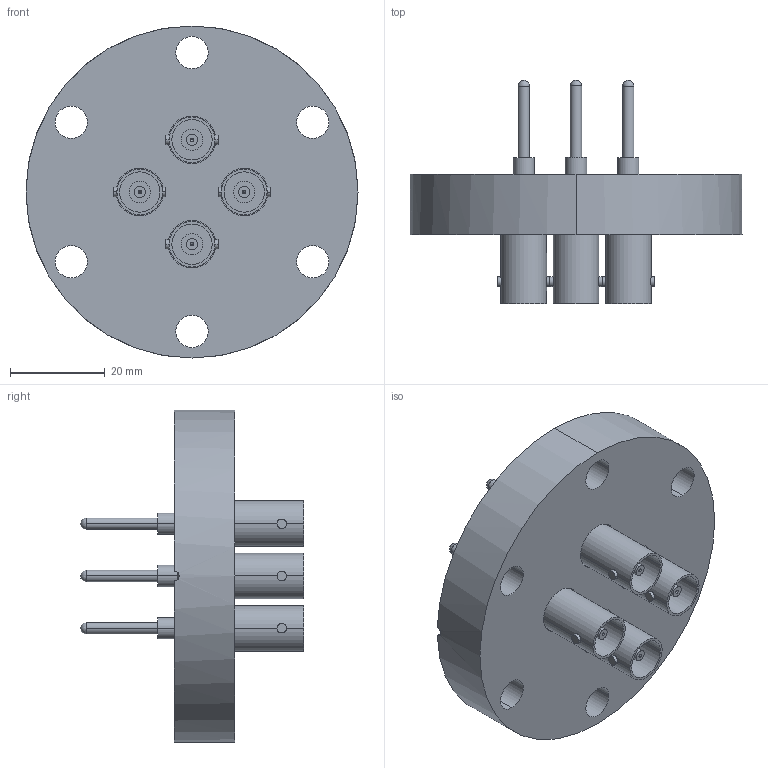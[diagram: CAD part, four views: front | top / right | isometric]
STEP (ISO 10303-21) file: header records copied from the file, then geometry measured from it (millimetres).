
FILE_DESCRIPTION (( 'STEP AP214' ), '1' );
FILE_NAME ('242-MHV50-C40-4.step', '2025-02-18T20:47:54', ( '' ), ( '' ), 'SwSTEP 2.0', 'SolidWorks 2022', '' );
FILE_SCHEMA (( 'AUTOMOTIVE_DESIGN' ));
Length unit declared in the file: millimetre
Products named in the file (3): 242-MHV50-C40-4; 242-MHV50; 9411-C40-9.6-4_411-CB40
Assembly tree (5 placements, depth 2):
  242-MHV50-C40-4
    9411-C40-9.6-4_411-CB40
    242-MHV50  x4
Bounding box: 69.9 x 46.99 x 69.9 mm (x, y, z)
Volume: 44988.6 mm3; surface area: 20186.4 mm2
Topology: 9 solids, 9 shells, 178 faces, 392 edges, 248 vertices
Faces by surface type: cylinder 118, plane 44, cone 12, sphere 4
Entity records: 2562 total; most frequent: CARTESIAN_POINT 513, DIRECTION 453, ORIENTED_EDGE 358, AXIS2_PLACEMENT_3D 195, EDGE_CURVE 179, VERTEX_POINT 117, EDGE_LOOP 110, CIRCLE 108
